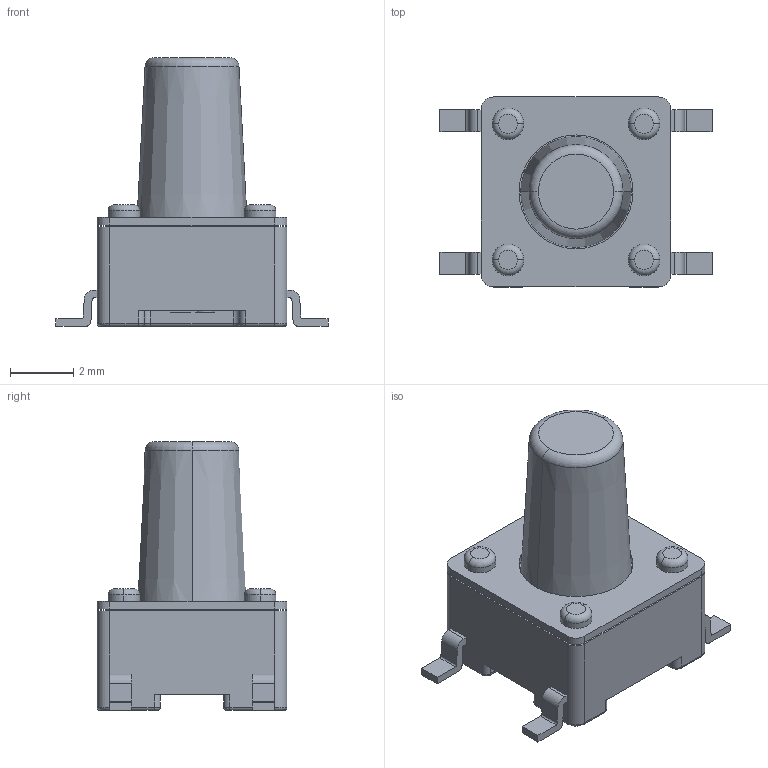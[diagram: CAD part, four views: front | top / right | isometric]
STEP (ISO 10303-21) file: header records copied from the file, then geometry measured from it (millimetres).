
FILE_DESCRIPTION (( 'STEP AP214' ), '1' );
FILE_NAME ('SW-SMD_4P-L6.0-W6.0-P4.50-LS8.6.step', '2024-11-01T06:52:05', ( '' ), ( '' ), 'SwSTEP 2.0', 'SolidWorks 2021', '' );
FILE_SCHEMA (( 'AUTOMOTIVE_DESIGN' ));
Length unit declared in the file: millimetre
Products named in the file (1): SW-SMD_4P-L6.0-W6.0-P4.50-LS8.6
Bounding box: 8.6 x 6 x 8.5 mm (x, y, z)
Volume: 155.8 mm3; surface area: 280 mm2
Topology: 2 solids, 2 shells, 492 faces, 1330 edges, 870 vertices
Faces by surface type: plane 304, bspline 104, cylinder 62, torus 20, cone 2
Entity records: 19045 total; most frequent: CARTESIAN_POINT 4089, ORIENTED_EDGE 2660, DIRECTION 2072, EDGE_CURVE 1330, VECTOR 966, LINE 966, VERTEX_POINT 870, AXIS2_PLACEMENT_3D 553
